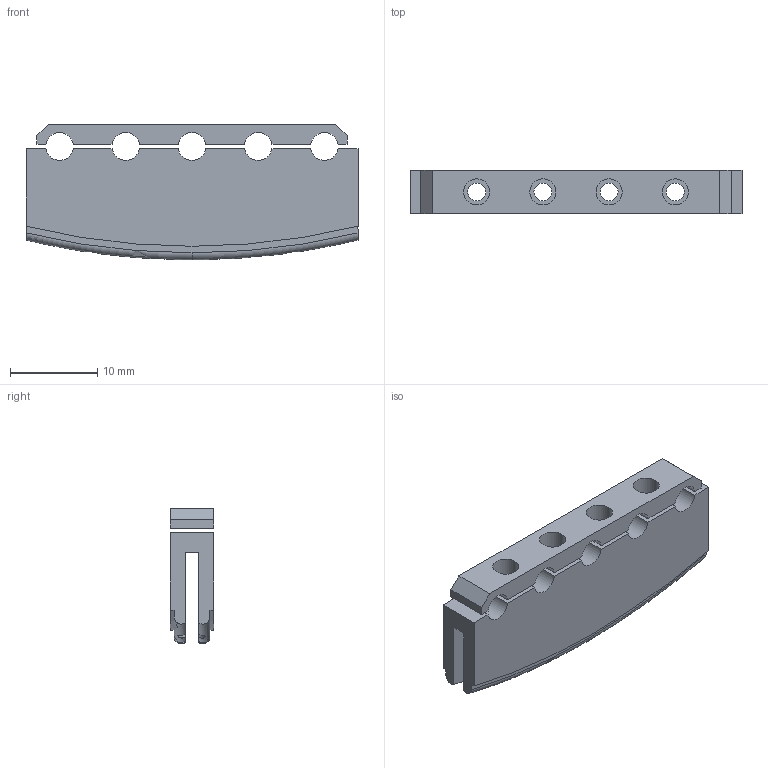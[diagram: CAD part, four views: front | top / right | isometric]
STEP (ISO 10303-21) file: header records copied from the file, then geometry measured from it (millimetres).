
FILE_DESCRIPTION (( 'STEP AP214' ), '1' );
FILE_NAME ('CF150¼Ð³ÖÆ÷-01.STEP', '2023-11-09T01:14:33', ( '' ), ( '' ), 'SwSTEP 2.0', 'SolidWorks 2020', '' );
FILE_SCHEMA (( 'AUTOMOTIVE_DESIGN' ));
Length unit declared in the file: millimetre
Products named in the file (1): CF150標厥ん-01
Bounding box: 38.1 x 5 x 15.55 mm (x, y, z)
Volume: 1620.2 mm3; surface area: 2744.2 mm2
Topology: 2 solids, 2 shells, 93 faces, 267 edges, 178 vertices
Faces by surface type: cylinder 53, plane 36, torus 4
Entity records: 3544 total; most frequent: CARTESIAN_POINT 717, DIRECTION 559, ORIENTED_EDGE 534, EDGE_CURVE 267, AXIS2_PLACEMENT_3D 210, VERTEX_POINT 178, LINE 139, VECTOR 139
